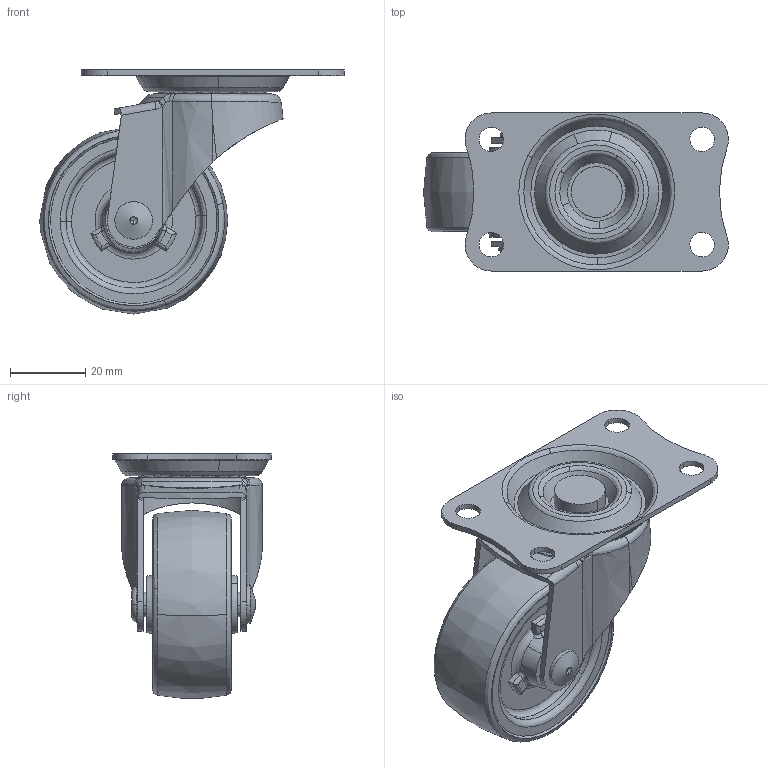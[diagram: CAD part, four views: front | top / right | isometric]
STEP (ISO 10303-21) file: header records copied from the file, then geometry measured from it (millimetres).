
FILE_DESCRIPTION((''),'2;1');
FILE_NAME('','2005-12-16T10:48:10',(''),(''),'','CADfix','');
FILE_SCHEMA(('AUTOMOTIVE_DESIGN'));
Length unit declared in the file: millimetre
Products named in the file (6): body; wheel; mounting plate; main shaft; axle; 320E_UR50_6930_36
Assembly tree (5 placements, depth 2):
  320E_UR50_6930_36
    body
    wheel
    mounting plate
    main shaft
    axle
Bounding box: 80.99 x 42 x 64.91 mm (x, y, z)
Volume: 45024.1 mm3; surface area: 25141.8 mm2
Topology: 5 solids, 5 shells, 316 faces, 929 edges, 644 vertices
Faces by surface type: bspline 316
Entity records: 17633 total; most frequent: CARTESIAN_POINT 12574, ORIENTED_EDGE 1826, EDGE_CURVE 913, VERTEX_POINT 644, EDGE_LOOP 371, FACE_OUTER_BOUND 316, ADVANCED_FACE 316, QUASI_UNIFORM_CURVE 188
